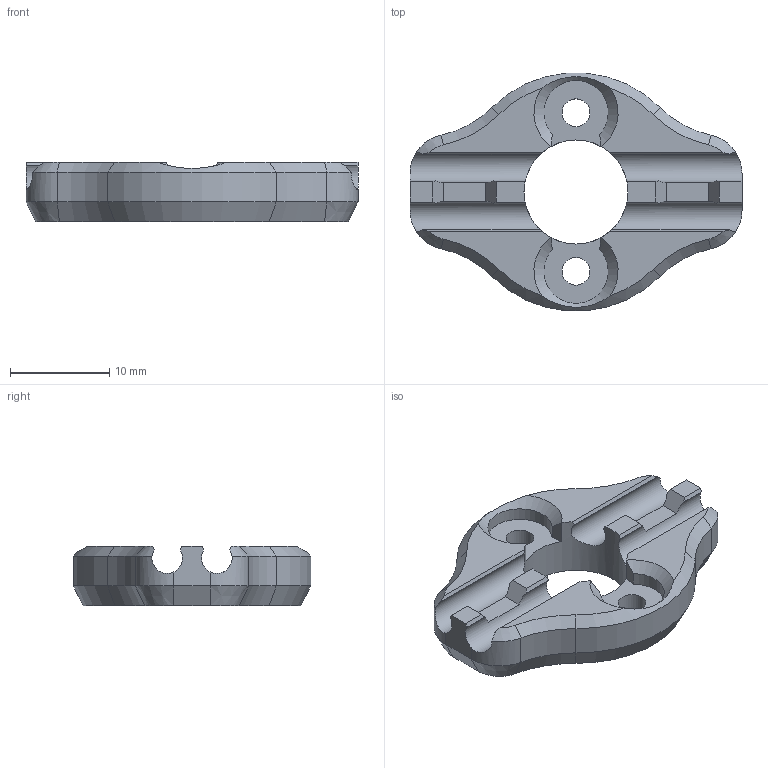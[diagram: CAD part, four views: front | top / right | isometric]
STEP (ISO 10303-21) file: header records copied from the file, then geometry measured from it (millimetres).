
FILE_DESCRIPTION(/* description */ (''),/* implementation_level */ '2;1');
FILE_NAME(/* name */ 'WobbleX_WS8_Ender5PlusAdapter.step',/* time_stamp */ '2023-03-31T09:32:47+01:00',/* author */ (''),/* organization */ (''),/* preprocessor_version */ 'ST-DEVELOPER v19.2',/* originating_system */ 'Autodesk Translation Framework v11.17.0.187',/* authorisation */ '');
FILE_SCHEMA (('AUTOMOTIVE_DESIGN { 1 0 10303 214 3 1 1 }'));
Length unit declared in the file: millimetre
Products named in the file (1): WobbleX_WS8_ender5plus
Bounding box: 33.5 x 23.96 x 6 mm (x, y, z)
Volume: 2178.6 mm3; surface area: 1784.6 mm2
Topology: 1 solids, 1 shells, 78 faces, 211 edges, 134 vertices
Faces by surface type: plane 37, cone 22, cylinder 19
Full cylindrical faces by diameter (mm): 2.8 x2, 10.5 x1
Entity records: 2705 total; most frequent: CARTESIAN_POINT 670, DIRECTION 431, ORIENTED_EDGE 422, EDGE_CURVE 211, AXIS2_PLACEMENT_3D 163, VERTEX_POINT 134, LINE 105, VECTOR 105
